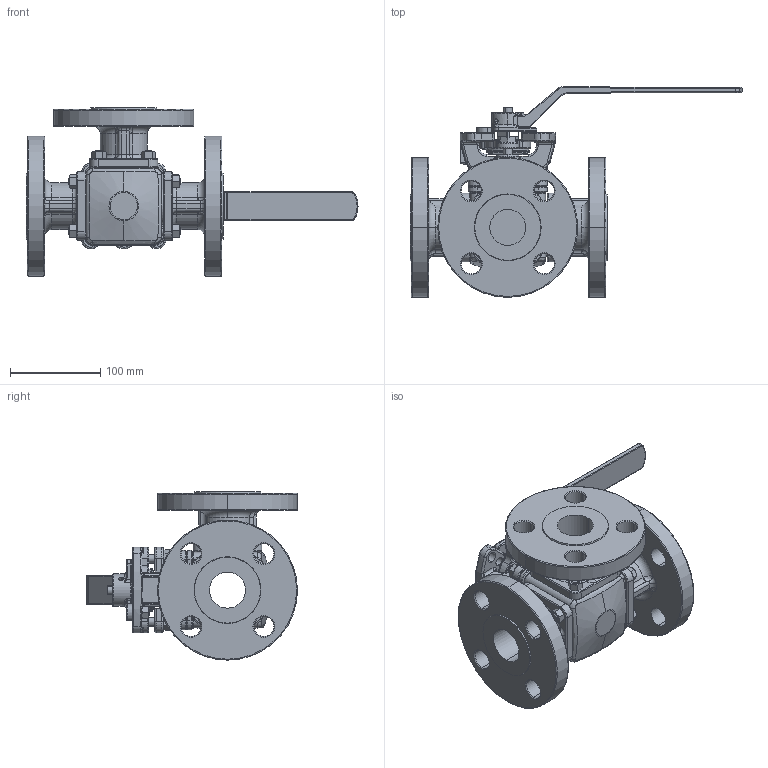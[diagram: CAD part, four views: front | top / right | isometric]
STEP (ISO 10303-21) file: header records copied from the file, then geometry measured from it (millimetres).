
FILE_DESCRIPTION (( 'STEP AP214' ), '1' );
FILE_NAME ('31-F3-0150-XXX.step', '2019-08-21T18:10:26', ( '' ), ( '' ), 'SwSTEP 2.0', 'SolidWorks 2019', '' );
FILE_SCHEMA (( 'AUTOMOTIVE_DESIGN' ));
Length unit declared in the file: inch
Products named in the file (2): 31-F3-0150-XXX
Bounding box: 368.5 x 234.16 x 186.7 mm (x, y, z)
Surface area: 319648.9 mm2 (no closed solid volume)
Topology: 0 solids, 53 shells, 1134 faces, 3050 edges, 1913 vertices
Faces by surface type: cylinder 376, plane 275, bspline 247, cone 152, torus 78, sphere 6
Entity records: 61405 total; most frequent: CARTESIAN_POINT 20016, DIRECTION 5543, ORIENTED_EDGE 5327, EDGE_CURVE 3033, AXIS2_PLACEMENT_3D 2297, VERTEX_POINT 1913, CIRCLE 1408, EDGE_LOOP 1259
